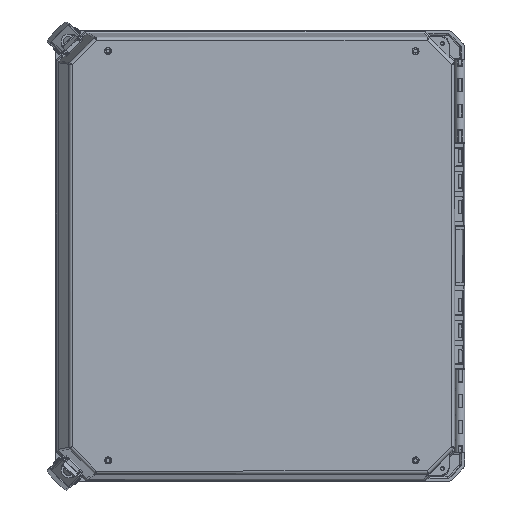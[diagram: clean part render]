
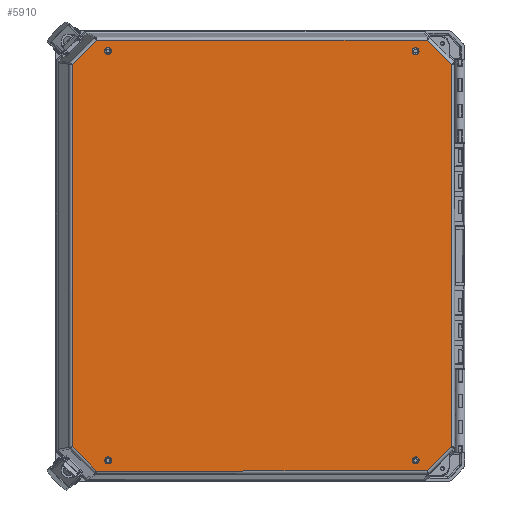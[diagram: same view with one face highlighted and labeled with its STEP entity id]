
A CAD part, top view. The second image highlights one B-rep face of the part: STEP entity #5910.
In plain terms, the highlighted face is planar.
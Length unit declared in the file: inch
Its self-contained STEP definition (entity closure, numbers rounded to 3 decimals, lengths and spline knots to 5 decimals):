
#1994 = VECTOR ( 'NONE', #98807, 39.37008 ) ;
#2170 = DIRECTION ( 'NONE',  ( 1., 0., -0.017 ) ) ;
#2640 = VERTEX_POINT ( 'NONE', #52324 ) ;
#3322 = ORIENTED_EDGE ( 'NONE', *, *, #17831, .T. ) ;
#4154 = AXIS2_PLACEMENT_3D ( 'NONE', #40763, #63283, #63768 ) ;
#4982 = DIRECTION ( 'NONE',  ( 0.707, 0.707, 0. ) ) ;
#5131 = VERTEX_POINT ( 'NONE', #35388 ) ;
#5324 = VERTEX_POINT ( 'NONE', #50417 ) ;
#5910 = ADVANCED_FACE ( 'NONE', ( #82856, #91323, #44840, #6763, #37345 ), #67863, .T. ) ;
#6230 = CARTESIAN_POINT ( 'NONE',  ( -12.91997, 0.18843, -8.11508 ) ) ;
#6291 = CARTESIAN_POINT ( 'NONE',  ( 0.47472, 0.71913, -8.33966 ) ) ;
#6716 = AXIS2_PLACEMENT_3D ( 'NONE', #52379, #51905, #81922 ) ;
#6763 = FACE_BOUND ( 'NONE', #48209, .T. ) ;
#8782 = VERTEX_POINT ( 'NONE', #24146 ) ;
#9274 = DIRECTION ( 'NONE',  ( 0., 1., 0.017 ) ) ;
#9362 = EDGE_CURVE ( 'NONE', #2640, #28400, #15492, .T. ) ;
#9759 = CIRCLE ( 'NONE', #48163, 0.136 ) ;
#9955 = VERTEX_POINT ( 'NONE', #84212 ) ;
#10196 = AXIS2_PLACEMENT_3D ( 'NONE', #80080, #35047, #19009 ) ;
#11106 = CARTESIAN_POINT ( 'NONE',  ( -0.9218, 16.15166, -8.04595 ) ) ;
#11463 = DIRECTION ( 'NONE',  ( 1., 0., -0.017 ) ) ;
#11500 = CARTESIAN_POINT ( 'NONE',  ( -0.9218, 0.19209, -8.32448 ) ) ;
#12140 = VECTOR ( 'NONE', #45570, 39.37008 ) ;
#12912 = CIRCLE ( 'NONE', #94401, 0.136 ) ;
#14480 = EDGE_CURVE ( 'NONE', #92661, #62115, #12912, .T. ) ;
#14703 = EDGE_CURVE ( 'NONE', #9955, #5131, #65647, .T. ) ;
#15492 = LINE ( 'NONE', #62027, #12140 ) ;
#16415 = VERTEX_POINT ( 'NONE', #79309 ) ;
#17168 = DIRECTION ( 'NONE',  ( 0., -1., -0.017 ) ) ;
#17347 = VERTEX_POINT ( 'NONE', #85846 ) ;
#17831 = EDGE_CURVE ( 'NONE', #31943, #70933, #9759, .T. ) ;
#18410 = DIRECTION ( 'NONE',  ( 0.017, -0.017, 1. ) ) ;
#19009 = DIRECTION ( 'NONE',  ( 0., -1., -0.017 ) ) ;
#19157 = LINE ( 'NONE', #88723, #24159 ) ;
#20216 = EDGE_CURVE ( 'NONE', #34965, #5324, #85713, .T. ) ;
#23451 = ORIENTED_EDGE ( 'NONE', *, *, #14480, .T. ) ;
#23978 = VERTEX_POINT ( 'NONE', #59553 ) ;
#24146 = CARTESIAN_POINT ( 'NONE',  ( -12.91997, 16.01202, -7.83892 ) ) ;
#24159 = VECTOR ( 'NONE', #51236, 39.37008 ) ;
#24750 = AXIS2_PLACEMENT_3D ( 'NONE', #98331, #29796, #76312 ) ;
#25275 = ORIENTED_EDGE ( 'NONE', *, *, #89588, .T. ) ;
#25734 = CIRCLE ( 'NONE', #80038, 0.136 ) ;
#25784 = EDGE_CURVE ( 'NONE', #62115, #92661, #28264, .T. ) ;
#28264 = CIRCLE ( 'NONE', #36284, 0.136 ) ;
#28400 = VERTEX_POINT ( 'NONE', #33081 ) ;
#28846 = LINE ( 'NONE', #6291, #1994 ) ;
#29796 = DIRECTION ( 'NONE',  ( -0.017, 0.017, -1. ) ) ;
#30127 = ORIENTED_EDGE ( 'NONE', *, *, #76009, .T. ) ;
#31077 = CARTESIAN_POINT ( 'NONE',  ( -0.46837, 16.56746, -8.04661 ) ) ;
#31116 = EDGE_LOOP ( 'NONE', ( #3322, #90207 ) ) ;
#31943 = VERTEX_POINT ( 'NONE', #95427 ) ;
#32367 = ORIENTED_EDGE ( 'NONE', *, *, #36184, .T. ) ;
#33081 = CARTESIAN_POINT ( 'NONE',  ( 0.47472, 0.71913, -8.33966 ) ) ;
#33696 = AXIS2_PLACEMENT_3D ( 'NONE', #11500, #58082, #2170 ) ;
#34965 = VERTEX_POINT ( 'NONE', #46855 ) ;
#35047 = DIRECTION ( 'NONE',  ( 0.017, -0.017, 1. ) ) ;
#35388 = CARTESIAN_POINT ( 'NONE',  ( -0.78582, 0.19213, -8.32685 ) ) ;
#36184 = EDGE_CURVE ( 'NONE', #91222, #34965, #78350, .T. ) ;
#36284 = AXIS2_PLACEMENT_3D ( 'NONE', #70501, #18410, #78991 ) ;
#37345 = FACE_BOUND ( 'NONE', #31116, .T. ) ;
#39792 = ORIENTED_EDGE ( 'NONE', *, *, #59660, .T. ) ;
#39832 = CARTESIAN_POINT ( 'NONE',  ( -14.31649, 8.16779, -7.95144 ) ) ;
#40098 = ORIENTED_EDGE ( 'NONE', *, *, #25784, .T. ) ;
#40763 = CARTESIAN_POINT ( 'NONE',  ( -0.9218, 16.15166, -8.04595 ) ) ;
#40920 = EDGE_CURVE ( 'NONE', #70933, #31943, #64917, .T. ) ;
#42032 = DIRECTION ( 'NONE',  ( 0.017, -0.017, 1. ) ) ;
#42090 = VECTOR ( 'NONE', #4982, 39.37008 ) ;
#42168 = CIRCLE ( 'NONE', #10196, 0.136 ) ;
#42271 = ORIENTED_EDGE ( 'NONE', *, *, #58189, .T. ) ;
#44840 = FACE_BOUND ( 'NONE', #64598, .T. ) ;
#45570 = DIRECTION ( 'NONE',  ( 0., -1., -0.017 ) ) ;
#46855 = CARTESIAN_POINT ( 'NONE',  ( -14.31649, 15.62096, -7.82137 ) ) ;
#47116 = CARTESIAN_POINT ( 'NONE',  ( -12.78399, 0.18848, -8.11746 ) ) ;
#47338 = ORIENTED_EDGE ( 'NONE', *, *, #20216, .T. ) ;
#48163 = AXIS2_PLACEMENT_3D ( 'NONE', #11106, #62745, #17168 ) ;
#48209 = EDGE_LOOP ( 'NONE', ( #40098, #23451 ) ) ;
#49931 = CARTESIAN_POINT ( 'NONE',  ( -13.37339, -0.22737, -8.11442 ) ) ;
#50417 = CARTESIAN_POINT ( 'NONE',  ( -13.37339, 16.56353, -7.82138 ) ) ;
#51236 = DIRECTION ( 'NONE',  ( 1., 0., -0.017 ) ) ;
#51493 = CARTESIAN_POINT ( 'NONE',  ( -13.05595, 0.18839, -8.11271 ) ) ;
#51905 = DIRECTION ( 'NONE',  ( 0.017, -0.017, 1. ) ) ;
#52311 = DIRECTION ( 'NONE',  ( 1., 0., -0.017 ) ) ;
#52324 = CARTESIAN_POINT ( 'NONE',  ( 0.47472, 15.62546, -8.07951 ) ) ;
#52379 = CARTESIAN_POINT ( 'NONE',  ( -12.91997, 16.148, -7.83655 ) ) ;
#52802 = DIRECTION ( 'NONE',  ( 0.017, -0.017, 1. ) ) ;
#54220 = DIRECTION ( 'NONE',  ( -0.707, 0.706, 0.025 ) ) ;
#55088 = CARTESIAN_POINT ( 'NONE',  ( -0.9218, 0.19209, -8.32448 ) ) ;
#56784 = DIRECTION ( 'NONE',  ( -1., 0., 0.017 ) ) ;
#57693 = EDGE_LOOP ( 'NONE', ( #32367, #47338, #76053, #95093, #67136, #30127, #93727, #42271 ) ) ;
#58082 = DIRECTION ( 'NONE',  ( 0.017, -0.017, 1. ) ) ;
#58189 = EDGE_CURVE ( 'NONE', #71408, #91222, #71208, .T. ) ;
#59553 = CARTESIAN_POINT ( 'NONE',  ( -0.46837, 16.56746, -8.04661 ) ) ;
#59660 = EDGE_CURVE ( 'NONE', #5131, #9955, #25734, .T. ) ;
#61725 = CARTESIAN_POINT ( 'NONE',  ( -13.37339, -0.22737, -8.11442 ) ) ;
#62027 = CARTESIAN_POINT ( 'NONE',  ( 0.47472, 8.1723, -8.20959 ) ) ;
#62115 = VERTEX_POINT ( 'NONE', #47116 ) ;
#62628 = CARTESIAN_POINT ( 'NONE',  ( -14.31649, 0.71463, -8.08152 ) ) ;
#62745 = DIRECTION ( 'NONE',  ( 0.017, -0.017, 1. ) ) ;
#63283 = DIRECTION ( 'NONE',  ( 0.017, -0.017, 1. ) ) ;
#63768 = DIRECTION ( 'NONE',  ( 0., -1., -0.017 ) ) ;
#64176 = VECTOR ( 'NONE', #9274, 39.37008 ) ;
#64540 = EDGE_CURVE ( 'NONE', #17347, #71408, #94283, .T. ) ;
#64598 = EDGE_LOOP ( 'NONE', ( #39792, #76964 ) ) ;
#64917 = CIRCLE ( 'NONE', #4154, 0.136 ) ;
#65426 = EDGE_CURVE ( 'NONE', #16415, #8782, #42168, .T. ) ;
#65647 = CIRCLE ( 'NONE', #33696, 0.136 ) ;
#67136 = ORIENTED_EDGE ( 'NONE', *, *, #9362, .T. ) ;
#67663 = LINE ( 'NONE', #31077, #70651 ) ;
#67863 = PLANE ( 'NONE',  #24750 ) ;
#70245 = VECTOR ( 'NONE', #54220, 39.37008 ) ;
#70501 = CARTESIAN_POINT ( 'NONE',  ( -12.91997, 0.18843, -8.11508 ) ) ;
#70651 = VECTOR ( 'NONE', #92088, 39.37008 ) ;
#70933 = VERTEX_POINT ( 'NONE', #88214 ) ;
#71208 = LINE ( 'NONE', #61725, #70245 ) ;
#71408 = VERTEX_POINT ( 'NONE', #49931 ) ;
#71450 = EDGE_LOOP ( 'NONE', ( #25275, #97976 ) ) ;
#76009 = EDGE_CURVE ( 'NONE', #28400, #17347, #28846, .T. ) ;
#76053 = ORIENTED_EDGE ( 'NONE', *, *, #87750, .T. ) ;
#76312 = DIRECTION ( 'NONE',  ( -1., 0., 0.017 ) ) ;
#76964 = ORIENTED_EDGE ( 'NONE', *, *, #14703, .T. ) ;
#77220 = EDGE_CURVE ( 'NONE', #23978, #2640, #67663, .T. ) ;
#78350 = LINE ( 'NONE', #39832, #64176 ) ;
#78816 = VECTOR ( 'NONE', #56784, 39.37008 ) ;
#78991 = DIRECTION ( 'NONE',  ( 1., 0., -0.017 ) ) ;
#79309 = CARTESIAN_POINT ( 'NONE',  ( -12.91997, 16.28398, -7.83418 ) ) ;
#80038 = AXIS2_PLACEMENT_3D ( 'NONE', #55088, #42032, #11463 ) ;
#80080 = CARTESIAN_POINT ( 'NONE',  ( -12.91997, 16.148, -7.83655 ) ) ;
#81922 = DIRECTION ( 'NONE',  ( 0., -1., -0.017 ) ) ;
#82856 = FACE_OUTER_BOUND ( 'NONE', #57693, .T. ) ;
#84212 = CARTESIAN_POINT ( 'NONE',  ( -1.05778, 0.19205, -8.32211 ) ) ;
#85713 = LINE ( 'NONE', #95528, #42090 ) ;
#85846 = CARTESIAN_POINT ( 'NONE',  ( -0.46837, -0.22344, -8.33965 ) ) ;
#87750 = EDGE_CURVE ( 'NONE', #5324, #23978, #19157, .T. ) ;
#88214 = CARTESIAN_POINT ( 'NONE',  ( -0.9218, 16.28764, -8.04357 ) ) ;
#88723 = CARTESIAN_POINT ( 'NONE',  ( -12.51703, 16.56379, -7.83633 ) ) ;
#89588 = EDGE_CURVE ( 'NONE', #8782, #16415, #93003, .T. ) ;
#90207 = ORIENTED_EDGE ( 'NONE', *, *, #40920, .T. ) ;
#91222 = VERTEX_POINT ( 'NONE', #62628 ) ;
#91323 = FACE_BOUND ( 'NONE', #71450, .T. ) ;
#92088 = DIRECTION ( 'NONE',  ( 0.707, -0.706, -0.025 ) ) ;
#92661 = VERTEX_POINT ( 'NONE', #51493 ) ;
#93003 = CIRCLE ( 'NONE', #6716, 0.136 ) ;
#93727 = ORIENTED_EDGE ( 'NONE', *, *, #64540, .T. ) ;
#94283 = LINE ( 'NONE', #94784, #78816 ) ;
#94401 = AXIS2_PLACEMENT_3D ( 'NONE', #6230, #52802, #52311 ) ;
#94784 = CARTESIAN_POINT ( 'NONE',  ( -12.51703, -0.22711, -8.12937 ) ) ;
#95093 = ORIENTED_EDGE ( 'NONE', *, *, #77220, .T. ) ;
#95427 = CARTESIAN_POINT ( 'NONE',  ( -0.9218, 16.01568, -8.04832 ) ) ;
#95528 = CARTESIAN_POINT ( 'NONE',  ( -14.31649, 15.62096, -7.82137 ) ) ;
#97976 = ORIENTED_EDGE ( 'NONE', *, *, #65426, .T. ) ;
#98331 = CARTESIAN_POINT ( 'NONE',  ( -12.51703, 8.16834, -7.98285 ) ) ;
#98807 = DIRECTION ( 'NONE',  ( -0.707, -0.707, 0. ) ) ;
